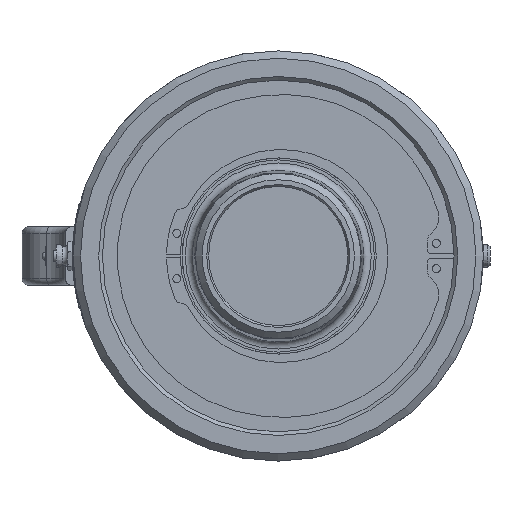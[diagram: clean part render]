
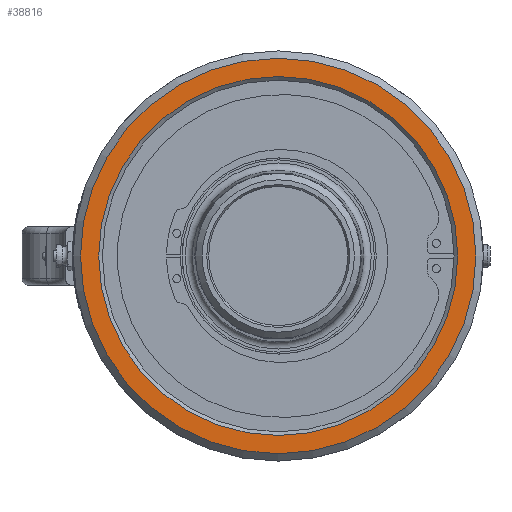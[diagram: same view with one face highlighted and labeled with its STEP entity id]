
A CAD part, left-side view. The second image highlights one B-rep face of the part: STEP entity #38816.
In plain terms, the highlighted planar face has unit normal (-1, 0, 0).
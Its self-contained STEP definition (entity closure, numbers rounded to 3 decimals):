
#449=FACE_BOUND('',#11693,.T.);
#6906=PLANE('',#41951);
#9290=FACE_OUTER_BOUND('',#11692,.T.);
#11692=EDGE_LOOP('',(#34686,#34687));
#11693=EDGE_LOOP('',(#34688));
#13041=CIRCLE('',#41947,77.8);
#13044=CIRCLE('',#41952,85.7);
#13045=CIRCLE('',#41953,85.7);
#18031=VERTEX_POINT('',#215951);
#18034=VERTEX_POINT('',#215961);
#18035=VERTEX_POINT('',#215962);
#23633=EDGE_CURVE('',#18031,#18031,#13041,.T.);
#23637=EDGE_CURVE('',#18034,#18035,#13044,.T.);
#23638=EDGE_CURVE('',#18035,#18034,#13045,.T.);
#34686=ORIENTED_EDGE('',*,*,#23637,.F.);
#34687=ORIENTED_EDGE('',*,*,#23638,.F.);
#34688=ORIENTED_EDGE('',*,*,#23633,.F.);
#38816=ADVANCED_FACE('',(#9290,#449),#6906,.T.);
#41947=AXIS2_PLACEMENT_3D('',#215953,#50513,#50514);
#41951=AXIS2_PLACEMENT_3D('',#215960,#50522,#50523);
#41952=AXIS2_PLACEMENT_3D('',#215963,#50524,#50525);
#41953=AXIS2_PLACEMENT_3D('',#215964,#50526,#50527);
#50513=DIRECTION('center_axis',(-1.,0.,0.));
#50514=DIRECTION('ref_axis',(0.,-1.,0.));
#50522=DIRECTION('center_axis',(-1.,0.,0.));
#50523=DIRECTION('ref_axis',(0.,0.,1.));
#50524=DIRECTION('center_axis',(1.,0.,0.));
#50525=DIRECTION('ref_axis',(0.,1.,0.));
#50526=DIRECTION('center_axis',(1.,0.,0.));
#50527=DIRECTION('ref_axis',(0.,1.,0.));
#215951=CARTESIAN_POINT('',(0.,77.8,0.));
#215953=CARTESIAN_POINT('Origin',(0.,0.,0.));
#215960=CARTESIAN_POINT('Origin',(0.,42.85,0.));
#215961=CARTESIAN_POINT('',(0.,85.7,0.));
#215962=CARTESIAN_POINT('',(0.,-85.7,0.));
#215963=CARTESIAN_POINT('Origin',(0.,0.,0.));
#215964=CARTESIAN_POINT('Origin',(0.,0.,0.));
